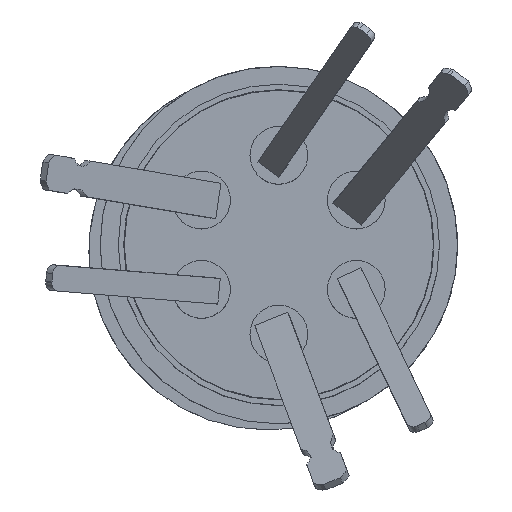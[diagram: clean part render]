
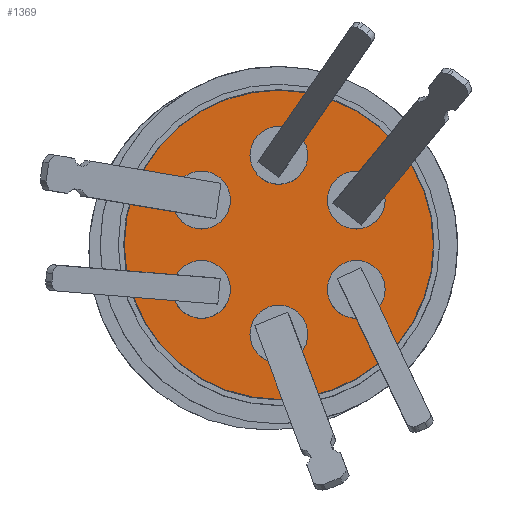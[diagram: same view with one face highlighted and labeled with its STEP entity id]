
A CAD part, top view. The second image highlights one B-rep face of the part: STEP entity #1369.
In plain terms, the highlighted planar face has unit normal (0, 0, 1).
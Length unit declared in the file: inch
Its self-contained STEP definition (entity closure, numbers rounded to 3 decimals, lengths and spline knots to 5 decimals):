
#37 = EDGE_LOOP ( 'NONE', ( #6910, #6911 ) ) ;
#39 = EDGE_LOOP ( 'NONE', ( #6914, #6915 ) ) ;
#42 = EDGE_LOOP ( 'NONE', ( #6912, #6913 ) ) ;
#54 = EDGE_LOOP ( 'NONE', ( #6908, #6909 ) ) ;
#57 = EDGE_LOOP ( 'NONE', ( #6916, #6917 ) ) ;
#59 = EDGE_LOOP ( 'NONE', ( #6920, #6921 ) ) ;
#61 = EDGE_LOOP ( 'NONE', ( #6918, #6919 ) ) ;
#1369 = ADVANCED_FACE ( 'NONE', ( #4743, #4741, #4739, #4737, #4744, #4742, #4740 ), #4735, .T. ) ;
#1386 = EDGE_CURVE ( 'NONE', #7850, #7890, #3184, .T. ) ;
#1389 = EDGE_CURVE ( 'NONE', #8137, #8135, #3182, .T. ) ;
#1392 = EDGE_CURVE ( 'NONE', #7931, #7924, #3178, .T. ) ;
#1393 = EDGE_CURVE ( 'NONE', #7909, #7928, #3176, .T. ) ;
#1430 = EDGE_CURVE ( 'NONE', #8412, #8327, #3708, .T. ) ;
#1459 = EDGE_CURVE ( 'NONE', #8038, #8361, #3542, .T. ) ;
#1460 = EDGE_CURVE ( 'NONE', #8286, #8283, #3563, .T. ) ;
#2103 = CARTESIAN_POINT ( 'NONE',  ( 0.03921, 0.33377, 0.05 ) ) ;
#2104 = DIRECTION ( 'NONE',  ( 0., 0., -1. ) ) ;
#2105 = DIRECTION ( 'NONE',  ( 0., 1., 0. ) ) ;
#2856 = AXIS2_PLACEMENT_3D ( 'NONE', #14365, #14366, #14367 ) ;
#2858 = AXIS2_PLACEMENT_3D ( 'NONE', #14361, #14362, #14363 ) ;
#2859 = CIRCLE ( 'NONE', #2856, 0.101 ) ;
#2860 = CIRCLE ( 'NONE', #2858, 0.5405 ) ;
#2864 = AXIS2_PLACEMENT_3D ( 'NONE', #14345, #14346, #14347 ) ;
#2866 = CIRCLE ( 'NONE', #2864, 0.101 ) ;
#2930 = AXIS2_PLACEMENT_3D ( 'NONE', #14096, #14097, #14098 ) ;
#2933 = CIRCLE ( 'NONE', #2930, 0.101 ) ;
#2945 = AXIS2_PLACEMENT_3D ( 'NONE', #14064, #14065, #14066 ) ;
#2947 = CIRCLE ( 'NONE', #2945, 0.101 ) ;
#2957 = AXIS2_PLACEMENT_3D ( 'NONE', #14035, #14036, #14037 ) ;
#2959 = CIRCLE ( 'NONE', #2957, 0.101 ) ;
#3170 = AXIS2_PLACEMENT_3D ( 'NONE', #4629, #4628, #4627 ) ;
#3174 = AXIS2_PLACEMENT_3D ( 'NONE', #4633, #4632, #4631 ) ;
#3176 = CIRCLE ( 'NONE', #3170, 0.101 ) ;
#3177 = AXIS2_PLACEMENT_3D ( 'NONE', #4643, #4642, #4641 ) ;
#3178 = CIRCLE ( 'NONE', #3174, 0.101 ) ;
#3182 = CIRCLE ( 'NONE', #3177, 0.101 ) ;
#3184 = CIRCLE ( 'NONE', #3207, 0.101 ) ;
#3207 = AXIS2_PLACEMENT_3D ( 'NONE', #4652, #4651, #4650 ) ;
#3230 = AXIS2_PLACEMENT_3D ( 'NONE', #4736, #4734, #4733 ) ;
#3430 = AXIS2_PLACEMENT_3D ( 'NONE', #14652, #14653, #14654 ) ;
#3448 = AXIS2_PLACEMENT_3D ( 'NONE', #16175, #16174, #16173 ) ;
#3456 = AXIS2_PLACEMENT_3D ( 'NONE', #14647, #14648, #14649 ) ;
#3542 = CIRCLE ( 'NONE', #3456, 0.101 ) ;
#3563 = CIRCLE ( 'NONE', #3430, 0.101 ) ;
#3708 = CIRCLE ( 'NONE', #3448, 0.5405 ) ;
#4627 = DIRECTION ( 'NONE',  ( 0., 1., 0. ) ) ;
#4628 = DIRECTION ( 'NONE',  ( 0., 0., -1. ) ) ;
#4629 = CARTESIAN_POINT ( 'NONE',  ( -0.23142, -0.13498, 0.05 ) ) ;
#4631 = DIRECTION ( 'NONE',  ( 0., 1., 0. ) ) ;
#4632 = DIRECTION ( 'NONE',  ( 0., 0., -1. ) ) ;
#4633 = CARTESIAN_POINT ( 'NONE',  ( -0.23142, 0.17752, 0.05 ) ) ;
#4641 = DIRECTION ( 'NONE',  ( 0., 1., 0. ) ) ;
#4642 = DIRECTION ( 'NONE',  ( 0., 0., -1. ) ) ;
#4643 = CARTESIAN_POINT ( 'NONE',  ( 0.03921, 0.33377, 0.05 ) ) ;
#4650 = DIRECTION ( 'NONE',  ( 0., 1., 0. ) ) ;
#4651 = DIRECTION ( 'NONE',  ( 0., 0., -1. ) ) ;
#4652 = CARTESIAN_POINT ( 'NONE',  ( 0.03921, -0.29123, 0.05 ) ) ;
#4733 = DIRECTION ( 'NONE',  ( 1., 0., 0. ) ) ;
#4734 = DIRECTION ( 'NONE',  ( 0., 0., 1. ) ) ;
#4735 = PLANE ( 'NONE',  #3230 ) ;
#4736 = CARTESIAN_POINT ( 'NONE',  ( 0.03921, 0.02127, 0.05 ) ) ;
#4737 = FACE_OUTER_BOUND ( 'NONE', #39, .T. ) ;
#4739 = FACE_BOUND ( 'NONE', #42, .T. ) ;
#4740 = FACE_BOUND ( 'NONE', #59, .T. ) ;
#4741 = FACE_BOUND ( 'NONE', #37, .T. ) ;
#4742 = FACE_BOUND ( 'NONE', #61, .T. ) ;
#4743 = FACE_BOUND ( 'NONE', #54, .T. ) ;
#4744 = FACE_BOUND ( 'NONE', #57, .T. ) ;
#6908 = ORIENTED_EDGE ( 'NONE', *, *, #8458, .T. ) ;
#6909 = ORIENTED_EDGE ( 'NONE', *, *, #1386, .T. ) ;
#6910 = ORIENTED_EDGE ( 'NONE', *, *, #15899, .T. ) ;
#6911 = ORIENTED_EDGE ( 'NONE', *, *, #1389, .T. ) ;
#6912 = ORIENTED_EDGE ( 'NONE', *, *, #8469, .T. ) ;
#6913 = ORIENTED_EDGE ( 'NONE', *, *, #1393, .T. ) ;
#6914 = ORIENTED_EDGE ( 'NONE', *, *, #8529, .F. ) ;
#6915 = ORIENTED_EDGE ( 'NONE', *, *, #1430, .F. ) ;
#6916 = ORIENTED_EDGE ( 'NONE', *, *, #8524, .T. ) ;
#6917 = ORIENTED_EDGE ( 'NONE', *, *, #1392, .T. ) ;
#6918 = ORIENTED_EDGE ( 'NONE', *, *, #8530, .T. ) ;
#6919 = ORIENTED_EDGE ( 'NONE', *, *, #1460, .T. ) ;
#6920 = ORIENTED_EDGE ( 'NONE', *, *, #8449, .T. ) ;
#6921 = ORIENTED_EDGE ( 'NONE', *, *, #1459, .T. ) ;
#7850 = VERTEX_POINT ( 'NONE', #13574 ) ;
#7890 = VERTEX_POINT ( 'NONE', #13608 ) ;
#7909 = VERTEX_POINT ( 'NONE', #13617 ) ;
#7924 = VERTEX_POINT ( 'NONE', #13637 ) ;
#7928 = VERTEX_POINT ( 'NONE', #13640 ) ;
#7931 = VERTEX_POINT ( 'NONE', #13642 ) ;
#8038 = VERTEX_POINT ( 'NONE', #13693 ) ;
#8135 = VERTEX_POINT ( 'NONE', #13744 ) ;
#8137 = VERTEX_POINT ( 'NONE', #13741 ) ;
#8283 = VERTEX_POINT ( 'NONE', #13846 ) ;
#8286 = VERTEX_POINT ( 'NONE', #13858 ) ;
#8327 = VERTEX_POINT ( 'NONE', #13885 ) ;
#8361 = VERTEX_POINT ( 'NONE', #13906 ) ;
#8412 = VERTEX_POINT ( 'NONE', #13940 ) ;
#8449 = EDGE_CURVE ( 'NONE', #8361, #8038, #2959, .T. ) ;
#8458 = EDGE_CURVE ( 'NONE', #7890, #7850, #2947, .T. ) ;
#8469 = EDGE_CURVE ( 'NONE', #7928, #7909, #2933, .T. ) ;
#8524 = EDGE_CURVE ( 'NONE', #7924, #7931, #2866, .T. ) ;
#8529 = EDGE_CURVE ( 'NONE', #8327, #8412, #2860, .T. ) ;
#8530 = EDGE_CURVE ( 'NONE', #8283, #8286, #2859, .T. ) ;
#12321 = CIRCLE ( 'NONE', #12329, 0.101 ) ;
#12329 = AXIS2_PLACEMENT_3D ( 'NONE', #2103, #2104, #2105 ) ;
#13574 = CARTESIAN_POINT ( 'NONE',  ( 0.03921, -0.39223, 0.05 ) ) ;
#13608 = CARTESIAN_POINT ( 'NONE',  ( 0.03921, -0.19023, 0.05 ) ) ;
#13617 = CARTESIAN_POINT ( 'NONE',  ( -0.23142, -0.23598, 0.05 ) ) ;
#13637 = CARTESIAN_POINT ( 'NONE',  ( -0.23142, 0.27852, 0.05 ) ) ;
#13640 = CARTESIAN_POINT ( 'NONE',  ( -0.23142, -0.03398, 0.05 ) ) ;
#13642 = CARTESIAN_POINT ( 'NONE',  ( -0.23142, 0.07652, 0.05 ) ) ;
#13693 = CARTESIAN_POINT ( 'NONE',  ( 0.30985, -0.23598, 0.05 ) ) ;
#13741 = CARTESIAN_POINT ( 'NONE',  ( 0.03921, 0.23277, 0.05 ) ) ;
#13744 = CARTESIAN_POINT ( 'NONE',  ( 0.03921, 0.43477, 0.05 ) ) ;
#13846 = CARTESIAN_POINT ( 'NONE',  ( 0.20885, 0.17752, 0.05 ) ) ;
#13858 = CARTESIAN_POINT ( 'NONE',  ( 0.41085, 0.17752, 0.05 ) ) ;
#13885 = CARTESIAN_POINT ( 'NONE',  ( -0.50129, 0.02127, 0.05 ) ) ;
#13906 = CARTESIAN_POINT ( 'NONE',  ( 0.30985, -0.03398, 0.05 ) ) ;
#13940 = CARTESIAN_POINT ( 'NONE',  ( 0.57971, 0.02127, 0.05 ) ) ;
#14035 = CARTESIAN_POINT ( 'NONE',  ( 0.30985, -0.13498, 0.05 ) ) ;
#14036 = DIRECTION ( 'NONE',  ( 0., 0., -1. ) ) ;
#14037 = DIRECTION ( 'NONE',  ( 0., 1., 0. ) ) ;
#14064 = CARTESIAN_POINT ( 'NONE',  ( 0.03921, -0.29123, 0.05 ) ) ;
#14065 = DIRECTION ( 'NONE',  ( 0., 0., -1. ) ) ;
#14066 = DIRECTION ( 'NONE',  ( 0., 1., 0. ) ) ;
#14096 = CARTESIAN_POINT ( 'NONE',  ( -0.23142, -0.13498, 0.05 ) ) ;
#14097 = DIRECTION ( 'NONE',  ( 0., 0., -1. ) ) ;
#14098 = DIRECTION ( 'NONE',  ( 0., 1., 0. ) ) ;
#14345 = CARTESIAN_POINT ( 'NONE',  ( -0.23142, 0.17752, 0.05 ) ) ;
#14346 = DIRECTION ( 'NONE',  ( 0., 0., -1. ) ) ;
#14347 = DIRECTION ( 'NONE',  ( 0., 1., 0. ) ) ;
#14361 = CARTESIAN_POINT ( 'NONE',  ( 0.03921, 0.02127, 0.05 ) ) ;
#14362 = DIRECTION ( 'NONE',  ( 0., 0., -1. ) ) ;
#14363 = DIRECTION ( 'NONE',  ( -1., 0., 0. ) ) ;
#14365 = CARTESIAN_POINT ( 'NONE',  ( 0.30985, 0.17752, 0.05 ) ) ;
#14366 = DIRECTION ( 'NONE',  ( 0., 0., -1. ) ) ;
#14367 = DIRECTION ( 'NONE',  ( -1., 0., 0. ) ) ;
#14647 = CARTESIAN_POINT ( 'NONE',  ( 0.30985, -0.13498, 0.05 ) ) ;
#14648 = DIRECTION ( 'NONE',  ( 0., 0., -1. ) ) ;
#14649 = DIRECTION ( 'NONE',  ( 0., 1., 0. ) ) ;
#14652 = CARTESIAN_POINT ( 'NONE',  ( 0.30985, 0.17752, 0.05 ) ) ;
#14653 = DIRECTION ( 'NONE',  ( 0., 0., -1. ) ) ;
#14654 = DIRECTION ( 'NONE',  ( -1., 0., 0. ) ) ;
#15899 = EDGE_CURVE ( 'NONE', #8135, #8137, #12321, .T. ) ;
#16173 = DIRECTION ( 'NONE',  ( -1., 0., 0. ) ) ;
#16174 = DIRECTION ( 'NONE',  ( 0., 0., -1. ) ) ;
#16175 = CARTESIAN_POINT ( 'NONE',  ( 0.03921, 0.02127, 0.05 ) ) ;
